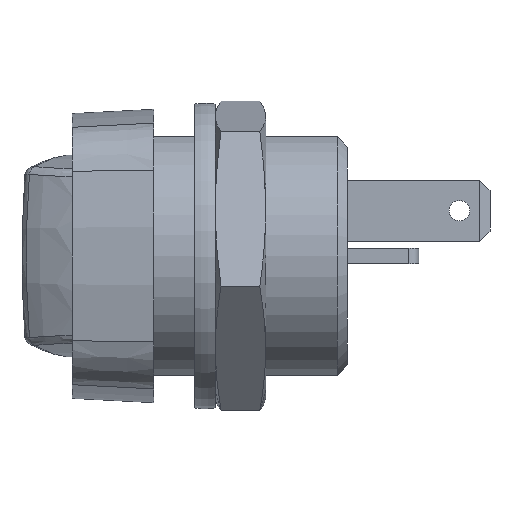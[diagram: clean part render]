
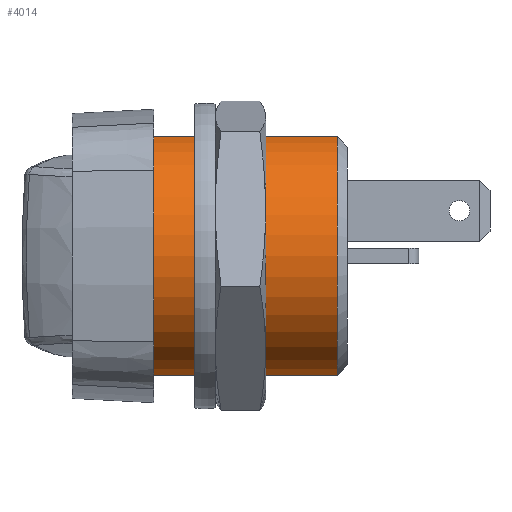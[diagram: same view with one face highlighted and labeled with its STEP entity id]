
A CAD part, left-side view. The second image highlights one B-rep face of the part: STEP entity #4014.
In plain terms, the highlighted cylindrical face has radius 6 mm (diameter 12 mm), a partial arc.
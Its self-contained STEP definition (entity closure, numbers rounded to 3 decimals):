
#54 = CYLINDRICAL_SURFACE ( 'NONE', #3011, 6. ) ;
#80 = DIRECTION ( 'NONE',  ( 0., 0., 1. ) ) ;
#144 = DIRECTION ( 'NONE',  ( 0., -1., 0. ) ) ;
#255 = VECTOR ( 'NONE', #1259, 1000. ) ;
#269 = EDGE_CURVE ( 'NONE', #2492, #4406, #3510, .T. ) ;
#279 = EDGE_CURVE ( 'NONE', #2492, #1764, #2727, .T. ) ;
#319 = EDGE_LOOP ( 'NONE', ( #2438, #3764, #3979, #699 ) ) ;
#419 = CIRCLE ( 'NONE', #3594, 6. ) ;
#498 = CARTESIAN_POINT ( 'NONE',  ( -1.3, 0., 5.857 ) ) ;
#534 = LINE ( 'NONE', #3090, #255 ) ;
#699 = ORIENTED_EDGE ( 'NONE', *, *, #279, .T. ) ;
#1259 = DIRECTION ( 'NONE',  ( 0., 1., 0. ) ) ;
#1405 = CARTESIAN_POINT ( 'NONE',  ( -1.3, -9., -5.857 ) ) ;
#1469 = CARTESIAN_POINT ( 'NONE',  ( 0., 0., 0. ) ) ;
#1473 = DIRECTION ( 'NONE',  ( 0., 1., 0. ) ) ;
#1559 = CARTESIAN_POINT ( 'NONE',  ( 0., 0., 0. ) ) ;
#1676 = EDGE_CURVE ( 'NONE', #3831, #1764, #534, .T. ) ;
#1746 = FACE_OUTER_BOUND ( 'NONE', #319, .T. ) ;
#1764 = VERTEX_POINT ( 'NONE', #3448 ) ;
#1999 = CARTESIAN_POINT ( 'NONE',  ( -1.3, -9., 5.857 ) ) ;
#2027 = EDGE_CURVE ( 'NONE', #3831, #4406, #419, .T. ) ;
#2051 = VECTOR ( 'NONE', #4192, 1000. ) ;
#2438 = ORIENTED_EDGE ( 'NONE', *, *, #1676, .F. ) ;
#2492 = VERTEX_POINT ( 'NONE', #498 ) ;
#2727 = CIRCLE ( 'NONE', #3265, 6. ) ;
#3011 = AXIS2_PLACEMENT_3D ( 'NONE', #1469, #3970, #80 ) ;
#3042 = DIRECTION ( 'NONE',  ( 0., 0., -1. ) ) ;
#3090 = CARTESIAN_POINT ( 'NONE',  ( -1.3, 0., -5.857 ) ) ;
#3265 = AXIS2_PLACEMENT_3D ( 'NONE', #1559, #144, #3042 ) ;
#3448 = CARTESIAN_POINT ( 'NONE',  ( -1.3, 0., -5.857 ) ) ;
#3510 = LINE ( 'NONE', #3869, #2051 ) ;
#3594 = AXIS2_PLACEMENT_3D ( 'NONE', #3622, #1473, #3972 ) ;
#3622 = CARTESIAN_POINT ( 'NONE',  ( 0., -9., 0. ) ) ;
#3764 = ORIENTED_EDGE ( 'NONE', *, *, #2027, .T. ) ;
#3831 = VERTEX_POINT ( 'NONE', #1405 ) ;
#3869 = CARTESIAN_POINT ( 'NONE',  ( -1.3, 0., 5.857 ) ) ;
#3970 = DIRECTION ( 'NONE',  ( 0., 1., 0. ) ) ;
#3972 = DIRECTION ( 'NONE',  ( 0., 0., 1. ) ) ;
#3979 = ORIENTED_EDGE ( 'NONE', *, *, #269, .F. ) ;
#4014 = ADVANCED_FACE ( 'NONE', ( #1746 ), #54, .T. ) ;
#4192 = DIRECTION ( 'NONE',  ( 0., -1., 0. ) ) ;
#4406 = VERTEX_POINT ( 'NONE', #1999 ) ;
